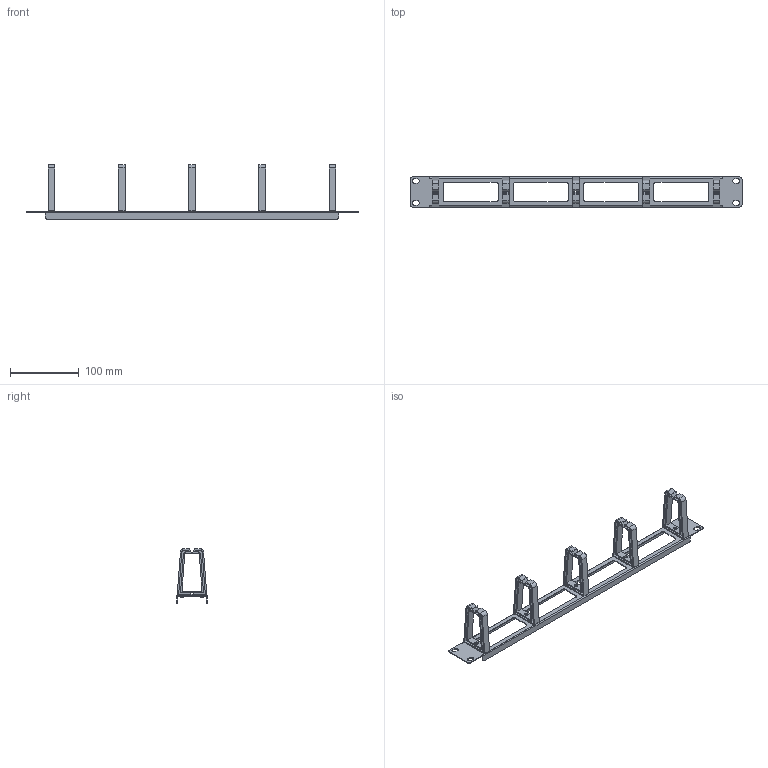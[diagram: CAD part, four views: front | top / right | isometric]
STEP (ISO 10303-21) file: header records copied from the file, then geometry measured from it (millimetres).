
FILE_DESCRIPTION (( 'STEP AP214' ), '1' );
FILE_NAME ('LC1U5PRHCM_3D.step', '2025-01-02T18:52:00', ( '' ), ( '' ), 'SwSTEP 2.0', 'SolidWorks 2022', '' );
FILE_SCHEMA (( 'AUTOMOTIVE_DESIGN' ));
Length unit declared in the file: inch
Products named in the file (4): SWPCABLERING1U^LC1U5PRHCM; PRT0001_1^SWPCABLERING1U_LC1U5PRHCM; PRT0003_1^SWPCABLERING1U_LC1U5PRHCM; LC1U5PRHCM_3D
Assembly tree (7 placements, depth 3):
  LC1U5PRHCM_3D
    SWPCABLERING1U^LC1U5PRHCM
      PRT0001_1^SWPCABLERING1U_LC1U5PRHCM
      PRT0003_1^SWPCABLERING1U_LC1U5PRHCM  x5
Bounding box: 482 x 43.6 x 79 mm (x, y, z)
Volume: 63977 mm3; surface area: 86536.8 mm2
Topology: 6 solids, 6 shells, 456 faces, 1316 edges, 872 vertices
Faces by surface type: plane 270, cylinder 186
Entity records: 6316 total; most frequent: DIRECTION 1102, CARTESIAN_POINT 1063, ORIENTED_EDGE 1048, EDGE_CURVE 524, AXIS2_PLACEMENT_3D 383, VERTEX_POINT 344, LINE 336, VECTOR 336
